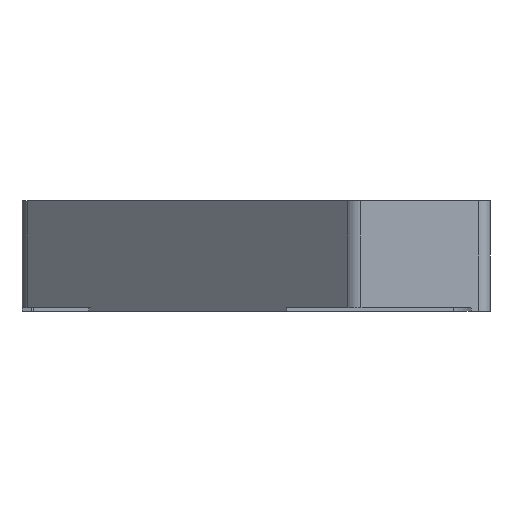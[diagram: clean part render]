
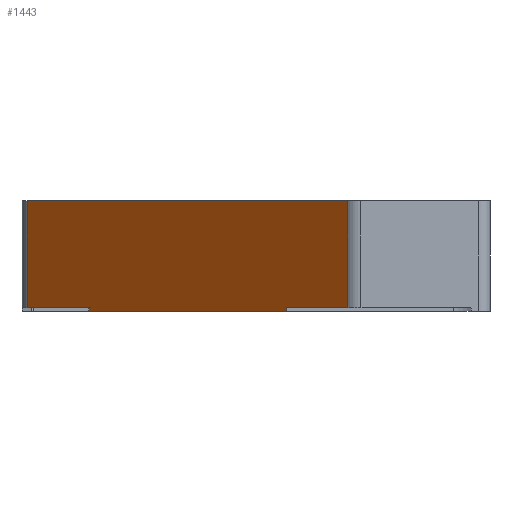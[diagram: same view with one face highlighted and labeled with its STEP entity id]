
A CAD part, front view. The second image highlights one B-rep face of the part: STEP entity #1443.
In plain terms, the highlighted planar face has unit normal (-0.707, -0.707, 0).
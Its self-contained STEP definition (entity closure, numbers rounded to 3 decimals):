
#128 = PLANE('',#129);
#129 = AXIS2_PLACEMENT_3D('',#130,#131,#132);
#130 = CARTESIAN_POINT('',(-52.911,-52.911,0.));
#131 = DIRECTION('',(0.,0.,1.));
#132 = DIRECTION('',(1.,0.,0.));
#350 = VERTEX_POINT('',#351);
#351 = CARTESIAN_POINT('',(-125.51,-38.536,0.));
#366 = CYLINDRICAL_SURFACE('',#367,5.);
#367 = AXIS2_PLACEMENT_3D('',#368,#369,#370);
#368 = CARTESIAN_POINT('',(-121.974,-35.,0.));
#369 = DIRECTION('',(0.,0.,1.));
#370 = DIRECTION('',(1.,0.,0.));
#378 = EDGE_CURVE('',#350,#379,#381,.T.);
#379 = VERTEX_POINT('',#380);
#380 = CARTESIAN_POINT('',(-38.536,-125.51,0.));
#381 = SURFACE_CURVE('',#382,(#386,#393),.PCURVE_S1.);
#382 = LINE('',#383,#384);
#383 = CARTESIAN_POINT('',(-125.51,-38.536,0.));
#384 = VECTOR('',#385,1.);
#385 = DIRECTION('',(0.707,-0.707,0.));
#386 = PCURVE('',#128,#387);
#387 = DEFINITIONAL_REPRESENTATION('',(#388),#392);
#388 = LINE('',#389,#390);
#389 = CARTESIAN_POINT('',(-72.598,14.376));
#390 = VECTOR('',#391,1.);
#391 = DIRECTION('',(0.707,-0.707));
#392 = ( GEOMETRIC_REPRESENTATION_CONTEXT(2) 
PARAMETRIC_REPRESENTATION_CONTEXT() REPRESENTATION_CONTEXT('2D SPACE',''
  ) );
#393 = PCURVE('',#394,#399);
#394 = PLANE('',#395);
#395 = AXIS2_PLACEMENT_3D('',#396,#397,#398);
#396 = CARTESIAN_POINT('',(-125.51,-38.536,0.));
#397 = DIRECTION('',(-0.707,-0.707,0.));
#398 = DIRECTION('',(0.707,-0.707,0.));
#399 = DEFINITIONAL_REPRESENTATION('',(#400),#404);
#400 = LINE('',#401,#402);
#401 = CARTESIAN_POINT('',(0.,0.));
#402 = VECTOR('',#403,1.);
#403 = DIRECTION('',(1.,0.));
#404 = ( GEOMETRIC_REPRESENTATION_CONTEXT(2) 
PARAMETRIC_REPRESENTATION_CONTEXT() REPRESENTATION_CONTEXT('2D SPACE',''
  ) );
#423 = CYLINDRICAL_SURFACE('',#424,5.);
#424 = AXIS2_PLACEMENT_3D('',#425,#426,#427);
#425 = CARTESIAN_POINT('',(-35.,-121.974,0.));
#426 = DIRECTION('',(0.,0.,1.));
#427 = DIRECTION('',(1.,0.,0.));
#1225 = PLANE('',#1226);
#1226 = AXIS2_PLACEMENT_3D('',#1227,#1228,#1229);
#1227 = CARTESIAN_POINT('',(-5.176,-143.994,-29.));
#1228 = DIRECTION('',(0.,0.,-1.));
#1229 = DIRECTION('',(-1.,0.,0.));
#1303 = PLANE('',#1304);
#1304 = AXIS2_PLACEMENT_3D('',#1305,#1306,#1307);
#1305 = CARTESIAN_POINT('',(-143.994,-5.176,-29.));
#1306 = DIRECTION('',(-0.,0.,-1.));
#1307 = DIRECTION('',(0.,-1.,0.));
#1340 = EDGE_CURVE('',#379,#1341,#1343,.T.);
#1341 = VERTEX_POINT('',#1342);
#1342 = CARTESIAN_POINT('',(-38.536,-125.51,-29.));
#1343 = SURFACE_CURVE('',#1344,(#1348,#1355),.PCURVE_S1.);
#1344 = LINE('',#1345,#1346);
#1345 = CARTESIAN_POINT('',(-38.536,-125.51,0.));
#1346 = VECTOR('',#1347,1.);
#1347 = DIRECTION('',(-0.,-0.,-1.));
#1348 = PCURVE('',#423,#1349);
#1349 = DEFINITIONAL_REPRESENTATION('',(#1350),#1354);
#1350 = LINE('',#1351,#1352);
#1351 = CARTESIAN_POINT('',(3.927,0.));
#1352 = VECTOR('',#1353,1.);
#1353 = DIRECTION('',(0.,-1.));
#1354 = ( GEOMETRIC_REPRESENTATION_CONTEXT(2) 
PARAMETRIC_REPRESENTATION_CONTEXT() REPRESENTATION_CONTEXT('2D SPACE',''
  ) );
#1355 = PCURVE('',#394,#1356);
#1356 = DEFINITIONAL_REPRESENTATION('',(#1357),#1361);
#1357 = LINE('',#1358,#1359);
#1358 = CARTESIAN_POINT('',(123.,0.));
#1359 = VECTOR('',#1360,1.);
#1360 = DIRECTION('',(0.,-1.));
#1361 = ( GEOMETRIC_REPRESENTATION_CONTEXT(2) 
PARAMETRIC_REPRESENTATION_CONTEXT() REPRESENTATION_CONTEXT('2D SPACE',''
  ) );
#1396 = VERTEX_POINT('',#1397);
#1397 = CARTESIAN_POINT('',(-125.51,-38.536,-29.));
#1423 = EDGE_CURVE('',#350,#1396,#1424,.T.);
#1424 = SURFACE_CURVE('',#1425,(#1429,#1436),.PCURVE_S1.);
#1425 = LINE('',#1426,#1427);
#1426 = CARTESIAN_POINT('',(-125.51,-38.536,0.));
#1427 = VECTOR('',#1428,1.);
#1428 = DIRECTION('',(-0.,-0.,-1.));
#1429 = PCURVE('',#366,#1430);
#1430 = DEFINITIONAL_REPRESENTATION('',(#1431),#1435);
#1431 = LINE('',#1432,#1433);
#1432 = CARTESIAN_POINT('',(3.927,0.));
#1433 = VECTOR('',#1434,1.);
#1434 = DIRECTION('',(0.,-1.));
#1435 = ( GEOMETRIC_REPRESENTATION_CONTEXT(2) 
PARAMETRIC_REPRESENTATION_CONTEXT() REPRESENTATION_CONTEXT('2D SPACE',''
  ) );
#1436 = PCURVE('',#394,#1437);
#1437 = DEFINITIONAL_REPRESENTATION('',(#1438),#1442);
#1438 = LINE('',#1439,#1440);
#1439 = CARTESIAN_POINT('',(0.,0.));
#1440 = VECTOR('',#1441,1.);
#1441 = DIRECTION('',(0.,-1.));
#1442 = ( GEOMETRIC_REPRESENTATION_CONTEXT(2) 
PARAMETRIC_REPRESENTATION_CONTEXT() REPRESENTATION_CONTEXT('2D SPACE',''
  ) );
#1443 = ADVANCED_FACE('',(#1444),#394,.T.);
#1444 = FACE_BOUND('',#1445,.T.);
#1445 = EDGE_LOOP('',(#1446,#1447,#1448,#1471,#1499,#1527,#1555,#1576));
#1446 = ORIENTED_EDGE('',*,*,#378,.F.);
#1447 = ORIENTED_EDGE('',*,*,#1423,.T.);
#1448 = ORIENTED_EDGE('',*,*,#1449,.T.);
#1449 = EDGE_CURVE('',#1396,#1450,#1452,.T.);
#1450 = VERTEX_POINT('',#1451);
#1451 = CARTESIAN_POINT('',(-108.869,-55.176,-29.));
#1452 = SURFACE_CURVE('',#1453,(#1457,#1464),.PCURVE_S1.);
#1453 = LINE('',#1454,#1455);
#1454 = CARTESIAN_POINT('',(-138.471,-25.575,-29.));
#1455 = VECTOR('',#1456,1.);
#1456 = DIRECTION('',(0.707,-0.707,0.)
  );
#1457 = PCURVE('',#394,#1458);
#1458 = DEFINITIONAL_REPRESENTATION('',(#1459),#1463);
#1459 = LINE('',#1460,#1461);
#1460 = CARTESIAN_POINT('',(-18.33,-29.));
#1461 = VECTOR('',#1462,1.);
#1462 = DIRECTION('',(1.,0.));
#1463 = ( GEOMETRIC_REPRESENTATION_CONTEXT(2) 
PARAMETRIC_REPRESENTATION_CONTEXT() REPRESENTATION_CONTEXT('2D SPACE',''
  ) );
#1464 = PCURVE('',#1303,#1465);
#1465 = DEFINITIONAL_REPRESENTATION('',(#1466),#1470);
#1466 = LINE('',#1467,#1468);
#1467 = CARTESIAN_POINT('',(20.398,-5.524));
#1468 = VECTOR('',#1469,1.);
#1469 = DIRECTION('',(0.707,-0.707));
#1470 = ( GEOMETRIC_REPRESENTATION_CONTEXT(2) 
PARAMETRIC_REPRESENTATION_CONTEXT() REPRESENTATION_CONTEXT('2D SPACE',''
  ) );
#1471 = ORIENTED_EDGE('',*,*,#1472,.T.);
#1472 = EDGE_CURVE('',#1450,#1473,#1475,.T.);
#1473 = VERTEX_POINT('',#1474);
#1474 = CARTESIAN_POINT('',(-108.869,-55.176,-30.));
#1475 = SURFACE_CURVE('',#1476,(#1480,#1487),.PCURVE_S1.);
#1476 = LINE('',#1477,#1478);
#1477 = CARTESIAN_POINT('',(-108.869,-55.176,-14.5));
#1478 = VECTOR('',#1479,1.);
#1479 = DIRECTION('',(0.,0.,-1.));
#1480 = PCURVE('',#394,#1481);
#1481 = DEFINITIONAL_REPRESENTATION('',(#1482),#1486);
#1482 = LINE('',#1483,#1484);
#1483 = CARTESIAN_POINT('',(23.534,-14.5));
#1484 = VECTOR('',#1485,1.);
#1485 = DIRECTION('',(0.,-1.));
#1486 = ( GEOMETRIC_REPRESENTATION_CONTEXT(2) 
PARAMETRIC_REPRESENTATION_CONTEXT() REPRESENTATION_CONTEXT('2D SPACE',''
  ) );
#1487 = PCURVE('',#1488,#1493);
#1488 = PLANE('',#1489);
#1489 = AXIS2_PLACEMENT_3D('',#1490,#1491,#1492);
#1490 = CARTESIAN_POINT('',(-143.994,-55.176,-29.));
#1491 = DIRECTION('',(0.,1.,0.));
#1492 = DIRECTION('',(0.,0.,-1.));
#1493 = DEFINITIONAL_REPRESENTATION('',(#1494),#1498);
#1494 = LINE('',#1495,#1496);
#1495 = CARTESIAN_POINT('',(-14.5,-35.125));
#1496 = VECTOR('',#1497,1.);
#1497 = DIRECTION('',(1.,0.));
#1498 = ( GEOMETRIC_REPRESENTATION_CONTEXT(2) 
PARAMETRIC_REPRESENTATION_CONTEXT() REPRESENTATION_CONTEXT('2D SPACE',''
  ) );
#1499 = ORIENTED_EDGE('',*,*,#1500,.T.);
#1500 = EDGE_CURVE('',#1473,#1501,#1503,.T.);
#1501 = VERTEX_POINT('',#1502);
#1502 = CARTESIAN_POINT('',(-55.176,-108.869,-30.));
#1503 = SURFACE_CURVE('',#1504,(#1508,#1515),.PCURVE_S1.);
#1504 = LINE('',#1505,#1506);
#1505 = CARTESIAN_POINT('',(-125.51,-38.536,-30.));
#1506 = VECTOR('',#1507,1.);
#1507 = DIRECTION('',(0.707,-0.707,0.));
#1508 = PCURVE('',#394,#1509);
#1509 = DEFINITIONAL_REPRESENTATION('',(#1510),#1514);
#1510 = LINE('',#1511,#1512);
#1511 = CARTESIAN_POINT('',(0.,-30.));
#1512 = VECTOR('',#1513,1.);
#1513 = DIRECTION('',(1.,0.));
#1514 = ( GEOMETRIC_REPRESENTATION_CONTEXT(2) 
PARAMETRIC_REPRESENTATION_CONTEXT() REPRESENTATION_CONTEXT('2D SPACE',''
  ) );
#1515 = PCURVE('',#1516,#1521);
#1516 = PLANE('',#1517);
#1517 = AXIS2_PLACEMENT_3D('',#1518,#1519,#1520);
#1518 = CARTESIAN_POINT('',(-52.911,-52.911,-30.));
#1519 = DIRECTION('',(0.,0.,1.));
#1520 = DIRECTION('',(1.,0.,0.));
#1521 = DEFINITIONAL_REPRESENTATION('',(#1522),#1526);
#1522 = LINE('',#1523,#1524);
#1523 = CARTESIAN_POINT('',(-72.598,14.376));
#1524 = VECTOR('',#1525,1.);
#1525 = DIRECTION('',(0.707,-0.707));
#1526 = ( GEOMETRIC_REPRESENTATION_CONTEXT(2) 
PARAMETRIC_REPRESENTATION_CONTEXT() REPRESENTATION_CONTEXT('2D SPACE',''
  ) );
#1527 = ORIENTED_EDGE('',*,*,#1528,.T.);
#1528 = EDGE_CURVE('',#1501,#1529,#1531,.T.);
#1529 = VERTEX_POINT('',#1530);
#1530 = CARTESIAN_POINT('',(-55.176,-108.869,-29.));
#1531 = SURFACE_CURVE('',#1532,(#1536,#1543),.PCURVE_S1.);
#1532 = LINE('',#1533,#1534);
#1533 = CARTESIAN_POINT('',(-55.176,-108.869,-14.5));
#1534 = VECTOR('',#1535,1.);
#1535 = DIRECTION('',(0.,0.,1.));
#1536 = PCURVE('',#394,#1537);
#1537 = DEFINITIONAL_REPRESENTATION('',(#1538),#1542);
#1538 = LINE('',#1539,#1540);
#1539 = CARTESIAN_POINT('',(99.466,-14.5));
#1540 = VECTOR('',#1541,1.);
#1541 = DIRECTION('',(0.,1.));
#1542 = ( GEOMETRIC_REPRESENTATION_CONTEXT(2) 
PARAMETRIC_REPRESENTATION_CONTEXT() REPRESENTATION_CONTEXT('2D SPACE',''
  ) );
#1543 = PCURVE('',#1544,#1549);
#1544 = PLANE('',#1545);
#1545 = AXIS2_PLACEMENT_3D('',#1546,#1547,#1548);
#1546 = CARTESIAN_POINT('',(-55.176,-143.994,-29.));
#1547 = DIRECTION('',(1.,0.,0.));
#1548 = DIRECTION('',(0.,0.,-1.));
#1549 = DEFINITIONAL_REPRESENTATION('',(#1550),#1554);
#1550 = LINE('',#1551,#1552);
#1551 = CARTESIAN_POINT('',(-14.5,35.125));
#1552 = VECTOR('',#1553,1.);
#1553 = DIRECTION('',(-1.,0.));
#1554 = ( GEOMETRIC_REPRESENTATION_CONTEXT(2) 
PARAMETRIC_REPRESENTATION_CONTEXT() REPRESENTATION_CONTEXT('2D SPACE',''
  ) );
#1555 = ORIENTED_EDGE('',*,*,#1556,.T.);
#1556 = EDGE_CURVE('',#1529,#1341,#1557,.T.);
#1557 = SURFACE_CURVE('',#1558,(#1562,#1569),.PCURVE_S1.);
#1558 = LINE('',#1559,#1560);
#1559 = CARTESIAN_POINT('',(-69.062,-94.984,-29.));
#1560 = VECTOR('',#1561,1.);
#1561 = DIRECTION('',(0.707,-0.707,0.));
#1562 = PCURVE('',#394,#1563);
#1563 = DEFINITIONAL_REPRESENTATION('',(#1564),#1568);
#1564 = LINE('',#1565,#1566);
#1565 = CARTESIAN_POINT('',(79.83,-29.));
#1566 = VECTOR('',#1567,1.);
#1567 = DIRECTION('',(1.,0.));
#1568 = ( GEOMETRIC_REPRESENTATION_CONTEXT(2) 
PARAMETRIC_REPRESENTATION_CONTEXT() REPRESENTATION_CONTEXT('2D SPACE',''
  ) );
#1569 = PCURVE('',#1225,#1570);
#1570 = DEFINITIONAL_REPRESENTATION('',(#1571),#1575);
#1571 = LINE('',#1572,#1573);
#1572 = CARTESIAN_POINT('',(63.885,49.011));
#1573 = VECTOR('',#1574,1.);
#1574 = DIRECTION('',(-0.707,-0.707));
#1575 = ( GEOMETRIC_REPRESENTATION_CONTEXT(2) 
PARAMETRIC_REPRESENTATION_CONTEXT() REPRESENTATION_CONTEXT('2D SPACE',''
  ) );
#1576 = ORIENTED_EDGE('',*,*,#1340,.F.);
